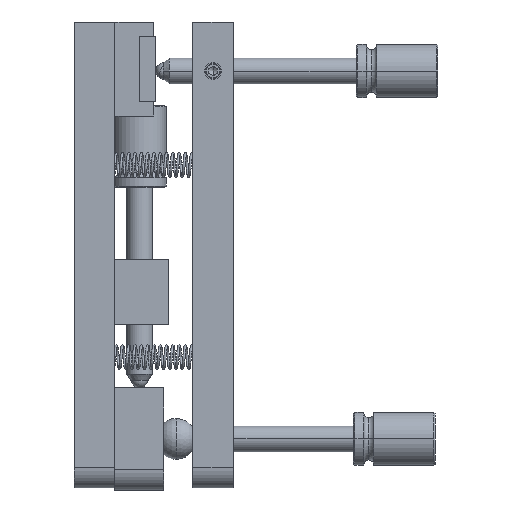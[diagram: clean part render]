
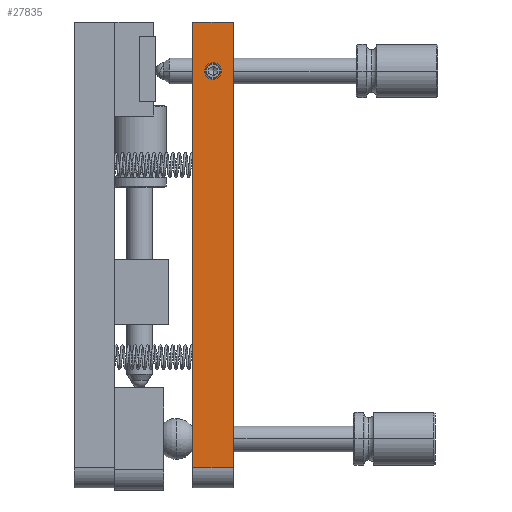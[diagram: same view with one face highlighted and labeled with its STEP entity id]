
A CAD part, left-side view. The second image highlights one B-rep face of the part: STEP entity #27835.
In plain terms, the highlighted planar face has unit normal (-1, 0, 0).
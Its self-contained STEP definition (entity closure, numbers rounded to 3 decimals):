
#1247 = DIRECTION ( 'NONE',  ( 0., 0., -1. ) ) ;
#2348 = CARTESIAN_POINT ( 'NONE',  ( 0., 0., 4.5 ) ) ;
#2502 = AXIS2_PLACEMENT_3D ( 'NONE', #13132, #10121, #23580 ) ;
#2904 = EDGE_LOOP ( 'NONE', ( #17133, #26188 ) ) ;
#3170 = VERTEX_POINT ( 'NONE', #18409 ) ;
#3977 = EDGE_CURVE ( 'NONE', #3170, #19192, #12670, .T. ) ;
#4375 = VERTEX_POINT ( 'NONE', #14131 ) ;
#5814 = DIRECTION ( 'NONE',  ( 0., 0., -1. ) ) ;
#5955 = ORIENTED_EDGE ( 'NONE', *, *, #30782, .T. ) ;
#6395 = CARTESIAN_POINT ( 'NONE',  ( 0., 5., 101.5 ) ) ;
#6804 = DIRECTION ( 'NONE',  ( 0., -1., 0. ) ) ;
#7256 = CARTESIAN_POINT ( 'NONE',  ( 0., 10., 4.5 ) ) ;
#7526 = AXIS2_PLACEMENT_3D ( 'NONE', #9106, #22352, #1247 ) ;
#7597 = VECTOR ( 'NONE', #5814, 1000. ) ;
#7790 = PLANE ( 'NONE',  #2502 ) ;
#8238 = ORIENTED_EDGE ( 'NONE', *, *, #29198, .T. ) ;
#9106 = CARTESIAN_POINT ( 'NONE',  ( 0., 5., 101.5 ) ) ;
#9156 = CARTESIAN_POINT ( 'NONE',  ( 0., 10., 113.5 ) ) ;
#10121 = DIRECTION ( 'NONE',  ( -1., 0., 0. ) ) ;
#10662 = AXIS2_PLACEMENT_3D ( 'NONE', #6395, #33078, #32613 ) ;
#10983 = VECTOR ( 'NONE', #6804, 1000. ) ;
#11334 = LINE ( 'NONE', #16853, #7597 ) ;
#11416 = LINE ( 'NONE', #12372, #10983 ) ;
#11832 = DIRECTION ( 'NONE',  ( 0., -1., 0. ) ) ;
#12072 = DIRECTION ( 'NONE',  ( 0., 0., -1. ) ) ;
#12321 = FACE_OUTER_BOUND ( 'NONE', #12792, .T. ) ;
#12372 = CARTESIAN_POINT ( 'NONE',  ( 0., 10., 4.5 ) ) ;
#12670 = LINE ( 'NONE', #30546, #20984 ) ;
#12792 = EDGE_LOOP ( 'NONE', ( #5955, #8238, #30728, #32052 ) ) ;
#13132 = CARTESIAN_POINT ( 'NONE',  ( 0., 10., -0.5 ) ) ;
#13559 = FACE_BOUND ( 'NONE', #2904, .T. ) ;
#14131 = CARTESIAN_POINT ( 'NONE',  ( 0., 10., 113.5 ) ) ;
#16087 = CARTESIAN_POINT ( 'NONE',  ( 0., 5., 103.15 ) ) ;
#16853 = CARTESIAN_POINT ( 'NONE',  ( 0., 10., -0.5 ) ) ;
#17133 = ORIENTED_EDGE ( 'NONE', *, *, #26178, .F. ) ;
#17835 = VERTEX_POINT ( 'NONE', #16087 ) ;
#18409 = CARTESIAN_POINT ( 'NONE',  ( 0., 0., 113.5 ) ) ;
#19192 = VERTEX_POINT ( 'NONE', #2348 ) ;
#20899 = LINE ( 'NONE', #9156, #31667 ) ;
#20984 = VECTOR ( 'NONE', #12072, 1000. ) ;
#22352 = DIRECTION ( 'NONE',  ( -1., 0., 0. ) ) ;
#22861 = CIRCLE ( 'NONE', #7526, 1.65 ) ;
#22890 = EDGE_CURVE ( 'NONE', #4375, #3170, #20899, .T. ) ;
#23167 = CIRCLE ( 'NONE', #10662, 1.65 ) ;
#23580 = DIRECTION ( 'NONE',  ( 0., 0., -1. ) ) ;
#26178 = EDGE_CURVE ( 'NONE', #30410, #17835, #23167, .T. ) ;
#26188 = ORIENTED_EDGE ( 'NONE', *, *, #34185, .F. ) ;
#27835 = ADVANCED_FACE ( 'NONE', ( #13559, #12321 ), #7790, .T. ) ;
#29198 = EDGE_CURVE ( 'NONE', #29408, #19192, #11416, .T. ) ;
#29408 = VERTEX_POINT ( 'NONE', #7256 ) ;
#30410 = VERTEX_POINT ( 'NONE', #31153 ) ;
#30546 = CARTESIAN_POINT ( 'NONE',  ( 0., 0., -0.5 ) ) ;
#30728 = ORIENTED_EDGE ( 'NONE', *, *, #3977, .F. ) ;
#30782 = EDGE_CURVE ( 'NONE', #4375, #29408, #11334, .T. ) ;
#31153 = CARTESIAN_POINT ( 'NONE',  ( 0., 5., 99.85 ) ) ;
#31667 = VECTOR ( 'NONE', #11832, 1000. ) ;
#32052 = ORIENTED_EDGE ( 'NONE', *, *, #22890, .F. ) ;
#32613 = DIRECTION ( 'NONE',  ( 0., 0., -1. ) ) ;
#33078 = DIRECTION ( 'NONE',  ( -1., 0., 0. ) ) ;
#34185 = EDGE_CURVE ( 'NONE', #17835, #30410, #22861, .T. ) ;
